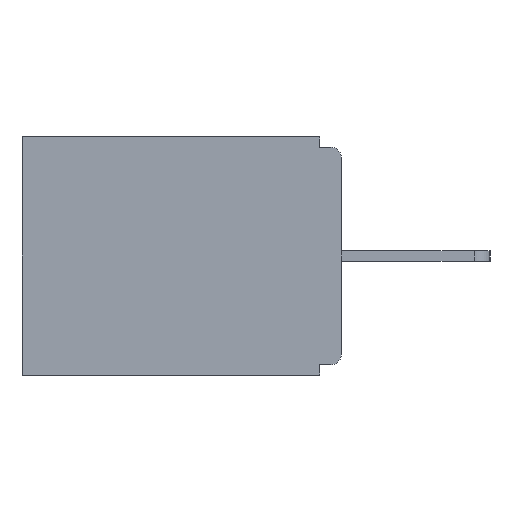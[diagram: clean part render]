
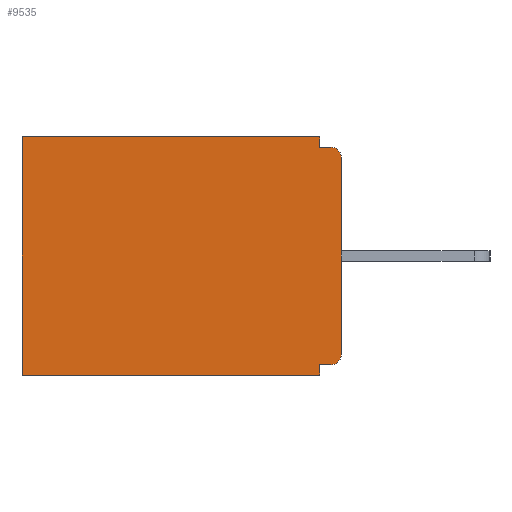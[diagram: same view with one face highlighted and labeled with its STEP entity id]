
A CAD part, left-side view. The second image highlights one B-rep face of the part: STEP entity #9535.
In plain terms, the highlighted planar face has unit normal (-1, 0, 0).
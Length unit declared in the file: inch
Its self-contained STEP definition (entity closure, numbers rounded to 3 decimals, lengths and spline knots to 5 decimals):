
#116 = ORIENTED_EDGE ( 'NONE', *, *, #7451, .T. ) ;
#118 = ORIENTED_EDGE ( 'NONE', *, *, #2324, .T. ) ;
#194 = EDGE_CURVE ( 'NONE', #8627, #2210, #784, .T. ) ;
#426 = ORIENTED_EDGE ( 'NONE', *, *, #194, .F. ) ;
#464 = ORIENTED_EDGE ( 'NONE', *, *, #3918, .F. ) ;
#493 = ORIENTED_EDGE ( 'NONE', *, *, #9165, .T. ) ;
#560 = ORIENTED_EDGE ( 'NONE', *, *, #9824, .F. ) ;
#665 = ORIENTED_EDGE ( 'NONE', *, *, #920, .F. ) ;
#708 = ORIENTED_EDGE ( 'NONE', *, *, #2495, .F. ) ;
#784 = LINE ( 'NONE', #4322, #9169 ) ;
#791 = ORIENTED_EDGE ( 'NONE', *, *, #9642, .T. ) ;
#818 = ORIENTED_EDGE ( 'NONE', *, *, #1100, .F. ) ;
#869 = DIRECTION ( 'NONE',  ( -1., 0., 0. ) ) ;
#920 = EDGE_CURVE ( 'NONE', #4869, #5542, #3449, .T. ) ;
#981 = CARTESIAN_POINT ( 'NONE',  ( 0.298, 0.031, -0.328 ) ) ;
#1100 = EDGE_CURVE ( 'NONE', #4300, #1921, #3279, .T. ) ;
#1194 = VECTOR ( 'NONE', #2049, 39.37008 ) ;
#1223 = DIRECTION ( 'NONE',  ( 0., 0., -1. ) ) ;
#1303 = DIRECTION ( 'NONE',  ( 0., 0., -1. ) ) ;
#1429 = VECTOR ( 'NONE', #1223, 39.37008 ) ;
#1696 = CARTESIAN_POINT ( 'NONE',  ( 0.298, 0.031, 0. ) ) ;
#1921 = VERTEX_POINT ( 'NONE', #9404 ) ;
#2049 = DIRECTION ( 'NONE',  ( 0., 1., 0. ) ) ;
#2210 = VERTEX_POINT ( 'NONE', #8426 ) ;
#2324 = EDGE_CURVE ( 'NONE', #8627, #5613, #10136, .T. ) ;
#2495 = EDGE_CURVE ( 'NONE', #3196, #4869, #9557, .T. ) ;
#2532 = FACE_OUTER_BOUND ( 'NONE', #7051, .T. ) ;
#3196 = VERTEX_POINT ( 'NONE', #6412 ) ;
#3279 = LINE ( 'NONE', #6509, #5401 ) ;
#3449 = LINE ( 'NONE', #5919, #9804 ) ;
#3489 = VERTEX_POINT ( 'NONE', #4132 ) ;
#3918 = EDGE_CURVE ( 'NONE', #2210, #4824, #10164, .T. ) ;
#3943 = PLANE ( 'NONE',  #8822 ) ;
#4010 = LINE ( 'NONE', #10004, #9517 ) ;
#4036 = DIRECTION ( 'NONE',  ( 0., 1., 0. ) ) ;
#4132 = CARTESIAN_POINT ( 'NONE',  ( 0.298, 0.46, -0.343 ) ) ;
#4258 = DIRECTION ( 'NONE',  ( 0., 0., -1. ) ) ;
#4264 = VECTOR ( 'NONE', #10184, 39.37008 ) ;
#4300 = VERTEX_POINT ( 'NONE', #10408 ) ;
#4322 = CARTESIAN_POINT ( 'NONE',  ( 0.298, 0.031, -0.343 ) ) ;
#4824 = VERTEX_POINT ( 'NONE', #10104 ) ;
#4869 = VERTEX_POINT ( 'NONE', #981 ) ;
#5401 = VECTOR ( 'NONE', #10327, 39.37008 ) ;
#5542 = VERTEX_POINT ( 'NONE', #7732 ) ;
#5613 = VERTEX_POINT ( 'NONE', #10348 ) ;
#5730 = VECTOR ( 'NONE', #10213, 39.37008 ) ;
#5919 = CARTESIAN_POINT ( 'NONE',  ( 0.298, 0.031, -0.343 ) ) ;
#5956 = CARTESIAN_POINT ( 'NONE',  ( 0.298, 0.015, -0.03 ) ) ;
#6252 = LINE ( 'NONE', #10039, #1429 ) ;
#6412 = CARTESIAN_POINT ( 'NONE',  ( 0.298, 0.015, -0.328 ) ) ;
#6509 = CARTESIAN_POINT ( 'NONE',  ( 0.298, 0., 0. ) ) ;
#6523 = CARTESIAN_POINT ( 'NONE',  ( 0.298, 0., 0. ) ) ;
#6890 = AXIS2_PLACEMENT_3D ( 'NONE', #5956, #8696, #8563 ) ;
#7046 = DIRECTION ( 'NONE',  ( 0., 0., -1. ) ) ;
#7051 = EDGE_LOOP ( 'NONE', ( #493, #464, #426, #118, #116, #560, #665, #708, #791, #818 ) ) ;
#7331 = CARTESIAN_POINT ( 'NONE',  ( 0.298, 0.015, -0.313 ) ) ;
#7396 = AXIS2_PLACEMENT_3D ( 'NONE', #7331, #869, #7046 ) ;
#7451 = EDGE_CURVE ( 'NONE', #5613, #3489, #6252, .T. ) ;
#7732 = CARTESIAN_POINT ( 'NONE',  ( 0.298, 0.031, -0.343 ) ) ;
#8426 = CARTESIAN_POINT ( 'NONE',  ( 0.298, 0.031, -0.015 ) ) ;
#8540 = CIRCLE ( 'NONE', #7396, 0.015 ) ;
#8563 = DIRECTION ( 'NONE',  ( 0., 0., -1. ) ) ;
#8627 = VERTEX_POINT ( 'NONE', #1696 ) ;
#8689 = DIRECTION ( 'NONE',  ( 0., 0., -1. ) ) ;
#8696 = DIRECTION ( 'NONE',  ( -1., 0., 0. ) ) ;
#8822 = AXIS2_PLACEMENT_3D ( 'NONE', #9466, #9455, #4258 ) ;
#9165 = EDGE_CURVE ( 'NONE', #4300, #4824, #10345, .T. ) ;
#9169 = VECTOR ( 'NONE', #1303, 39.37008 ) ;
#9404 = CARTESIAN_POINT ( 'NONE',  ( 0.298, 0., -0.313 ) ) ;
#9455 = DIRECTION ( 'NONE',  ( 1., 0., 0. ) ) ;
#9466 = CARTESIAN_POINT ( 'NONE',  ( 0.298, 0., 0. ) ) ;
#9517 = VECTOR ( 'NONE', #4036, 39.37008 ) ;
#9535 = ADVANCED_FACE ( 'NONE', ( #2532 ), #3943, .F. ) ;
#9557 = LINE ( 'NONE', #9679, #5730 ) ;
#9642 = EDGE_CURVE ( 'NONE', #3196, #1921, #8540, .T. ) ;
#9679 = CARTESIAN_POINT ( 'NONE',  ( 0.298, 0., -0.328 ) ) ;
#9804 = VECTOR ( 'NONE', #8689, 39.37008 ) ;
#9824 = EDGE_CURVE ( 'NONE', #5542, #3489, #4010, .T. ) ;
#10004 = CARTESIAN_POINT ( 'NONE',  ( 0.298, 0., -0.343 ) ) ;
#10039 = CARTESIAN_POINT ( 'NONE',  ( 0.298, 0.46, 0. ) ) ;
#10104 = CARTESIAN_POINT ( 'NONE',  ( 0.298, 0.015, -0.015 ) ) ;
#10136 = LINE ( 'NONE', #6523, #1194 ) ;
#10164 = LINE ( 'NONE', #10241, #4264 ) ;
#10184 = DIRECTION ( 'NONE',  ( 0., -1., 0. ) ) ;
#10213 = DIRECTION ( 'NONE',  ( 0., 1., 0. ) ) ;
#10241 = CARTESIAN_POINT ( 'NONE',  ( 0.298, 0., -0.015 ) ) ;
#10327 = DIRECTION ( 'NONE',  ( 0., 0., -1. ) ) ;
#10345 = CIRCLE ( 'NONE', #6890, 0.015 ) ;
#10348 = CARTESIAN_POINT ( 'NONE',  ( 0.298, 0.46, 0. ) ) ;
#10408 = CARTESIAN_POINT ( 'NONE',  ( 0.298, 0., -0.03 ) ) ;
